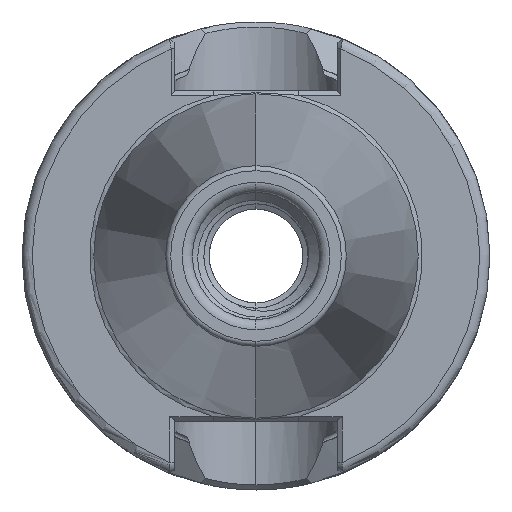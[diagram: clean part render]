
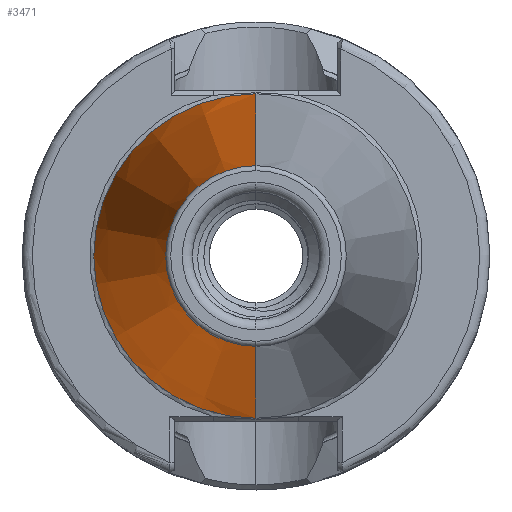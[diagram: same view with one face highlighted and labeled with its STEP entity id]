
A CAD part, left-side view. The second image highlights one B-rep face of the part: STEP entity #3471.
In plain terms, the highlighted conical face has half-angle 8.297 degrees and reference radius 15.948 mm.
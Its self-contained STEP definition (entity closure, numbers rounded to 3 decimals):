
#986 = ORIENTED_EDGE ( 'NONE', *, *, #4019, .T. ) ;
#990 = ORIENTED_EDGE ( 'NONE', *, *, #4050, .F. ) ;
#2446 = CIRCLE ( 'NONE', #4864, 15.948 ) ;
#2451 = VECTOR ( 'NONE', #8955, 1000. ) ;
#2480 = CIRCLE ( 'NONE', #4870, 8.879 ) ;
#2488 = LINE ( 'NONE', #8957, #2451 ) ;
#2500 = VECTOR ( 'NONE', #9183, 1000. ) ;
#2513 = LINE ( 'NONE', #9179, #2500 ) ;
#2901 = CONICAL_SURFACE ( 'NONE', #4758, 15.948, 0.145 ) ;
#2908 = FACE_OUTER_BOUND ( 'NONE', #6121, .T. ) ;
#3471 = ADVANCED_FACE ( 'NONE', ( #2908 ), #2901, .T. ) ;
#3986 = EDGE_CURVE ( 'NONE', #6011, #5986, #2446, .T. ) ;
#4003 = EDGE_CURVE ( 'NONE', #6000, #6039, #2480, .T. ) ;
#4019 = EDGE_CURVE ( 'NONE', #6039, #5986, #2488, .T. ) ;
#4050 = EDGE_CURVE ( 'NONE', #6000, #6011, #2513, .T. ) ;
#4758 = AXIS2_PLACEMENT_3D ( 'NONE', #5123, #5117, #5152 ) ;
#4864 = AXIS2_PLACEMENT_3D ( 'NONE', #8811, #8790, #8796 ) ;
#4870 = AXIS2_PLACEMENT_3D ( 'NONE', #8881, #8883, #8856 ) ;
#5117 = DIRECTION ( 'NONE',  ( 1., 0., 0. ) ) ;
#5123 = CARTESIAN_POINT ( 'NONE',  ( -1.5, 0., 0. ) ) ;
#5152 = DIRECTION ( 'NONE',  ( 0., 0., -1. ) ) ;
#5986 = VERTEX_POINT ( 'NONE', #19868 ) ;
#6000 = VERTEX_POINT ( 'NONE', #19859 ) ;
#6011 = VERTEX_POINT ( 'NONE', #19845 ) ;
#6039 = VERTEX_POINT ( 'NONE', #19846 ) ;
#6121 = EDGE_LOOP ( 'NONE', ( #19427, #986, #19457, #990 ) ) ;
#8790 = DIRECTION ( 'NONE',  ( 1., 0., 0. ) ) ;
#8796 = DIRECTION ( 'NONE',  ( 0., 0., -1. ) ) ;
#8811 = CARTESIAN_POINT ( 'NONE',  ( -1.5, 0., 0. ) ) ;
#8856 = DIRECTION ( 'NONE',  ( 0., 0., -1. ) ) ;
#8881 = CARTESIAN_POINT ( 'NONE',  ( -49.972, 0., 0. ) ) ;
#8883 = DIRECTION ( 'NONE',  ( 1., 0., 0. ) ) ;
#8955 = DIRECTION ( 'NONE',  ( 0.99, 0., 0.144 ) ) ;
#8957 = CARTESIAN_POINT ( 'NONE',  ( -1.5, 0., 15.948 ) ) ;
#9179 = CARTESIAN_POINT ( 'NONE',  ( -1.5, 0., -15.948 ) ) ;
#9183 = DIRECTION ( 'NONE',  ( 0.99, 0., -0.144 ) ) ;
#19427 = ORIENTED_EDGE ( 'NONE', *, *, #4003, .T. ) ;
#19457 = ORIENTED_EDGE ( 'NONE', *, *, #3986, .F. ) ;
#19845 = CARTESIAN_POINT ( 'NONE',  ( -1.5, 0., -15.948 ) ) ;
#19846 = CARTESIAN_POINT ( 'NONE',  ( -49.972, 0., 8.879 ) ) ;
#19859 = CARTESIAN_POINT ( 'NONE',  ( -49.972, 0., -8.879 ) ) ;
#19868 = CARTESIAN_POINT ( 'NONE',  ( -1.5, 0., 15.948 ) ) ;
